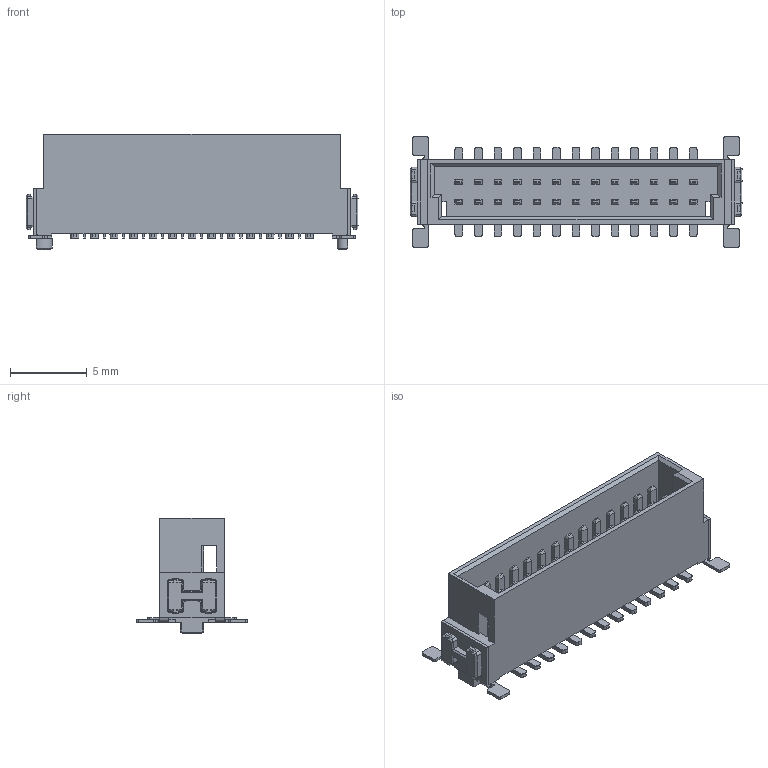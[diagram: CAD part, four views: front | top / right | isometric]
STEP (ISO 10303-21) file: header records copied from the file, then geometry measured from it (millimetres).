
FILE_DESCRIPTION(('FreeCAD Model'),'2;1');
FILE_NAME('M55-70026_MOULD_sp.step', '2019-03-24T03:54:29',('kicad StepUp'),('ksu MCAD'), 'Open CASCADE STEP processor 6.8','FreeCAD','Unknown');
FILE_SCHEMA(('AUTOMOTIVE_DESIGN_CC2 { 1 2 10303 214 -1 1 5 4 }'));
Length unit declared in the file: millimetre
Products named in the file (1): M55-70026_MOULD_sp
Bounding box: 21.59 x 7.2 x 7.5 mm (x, y, z)
Volume: 269.7 mm3; surface area: 1025.2 mm2
Topology: 1 solids, 53 shells, 1690 faces, 4263 edges, 2584 vertices
Faces by surface type: plane 1240, cylinder 327, bspline 104, cone 19
Entity records: 62091 total; most frequent: CARTESIAN_POINT 10374, ORIENTED_EDGE 8318, DIRECTION 8061, EDGE_CURVE 4159, LINE 3319, VECTOR 3319, VERTEX_POINT 2584, AXIS2_PLACEMENT_3D 2371
